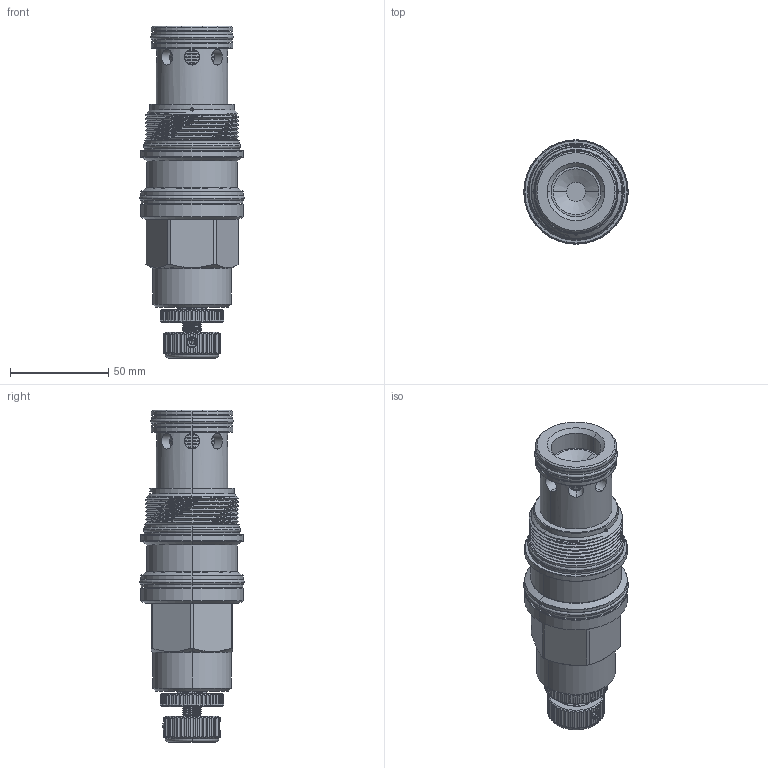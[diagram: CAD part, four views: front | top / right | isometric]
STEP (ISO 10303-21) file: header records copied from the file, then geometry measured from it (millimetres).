
FILE_DESCRIPTION (( 'STEP AP203' ), '1' );
FILE_NAME ('RV19A3B-K.STEP', '2020-03-24T06:58:48', ( '' ), ( '' ), 'SwSTEP 2.0', 'SolidWorks 2018', '' );
FILE_SCHEMA (( 'CONFIG_CONTROL_DESIGN' ));
Length unit declared in the file: millimetre
Products named in the file (1): RV19A3B-K
Bounding box: 53.11 x 53.11 x 168.84 mm (x, y, z)
Volume: 215948.9 mm3; surface area: 44341.4 mm2
Topology: 13 solids, 13 shells, 1024 faces, 2807 edges, 1742 vertices
Faces by surface type: cylinder 537, plane 223, torus 112, cone 88, bspline 60, sphere 4
Entity records: 66450 total; most frequent: CARTESIAN_POINT 42199, ORIENTED_EDGE 5550, DIRECTION 4601, EDGE_CURVE 2775, AXIS2_PLACEMENT_3D 1871, VERTEX_POINT 1736, EDGE_LOOP 1083, ADVANCED_FACE 1024
